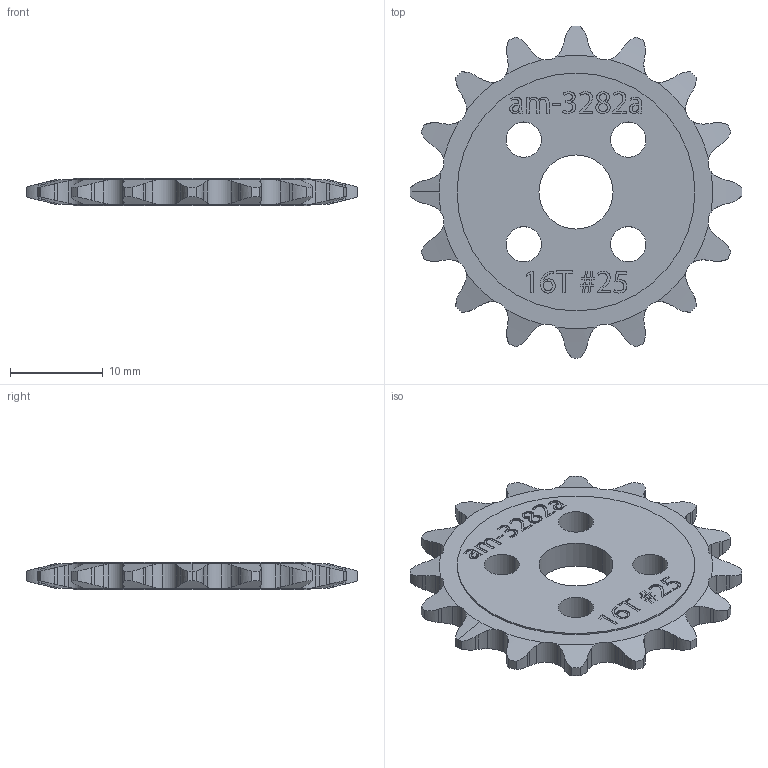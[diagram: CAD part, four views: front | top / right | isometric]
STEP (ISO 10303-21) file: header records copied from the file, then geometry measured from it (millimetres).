
FILE_DESCRIPTION (( 'STEP AP203' ), '1' );
FILE_NAME ('am-3282a 16T 25 Chain Nub Plate Sprocket.STEP', '2022-08-02T13:25:45', ( '' ), ( '' ), 'SwSTEP 2.0', 'SolidWorks 2022', '' );
FILE_SCHEMA (( 'CONFIG_CONTROL_DESIGN' ));
Length unit declared in the file: inch
Products named in the file (1): am-3282a 16T 25 Chain Nub Plate Sprocket
Bounding box: 35.86 x 35.86 x 3 mm (x, y, z)
Volume: 1961.4 mm3; surface area: 2004.5 mm2
Topology: 1 solids, 1 shells, 439 faces, 1244 edges, 829 vertices
Faces by surface type: plane 179, cylinder 121, bspline 105, cone 34
Entity records: 18688 total; most frequent: CARTESIAN_POINT 8318, ORIENTED_EDGE 2488, DIRECTION 1565, EDGE_CURVE 1244, VERTEX_POINT 829, LINE 629, VECTOR 629, B_SPLINE_CURVE_WITH_KNOTS 482
